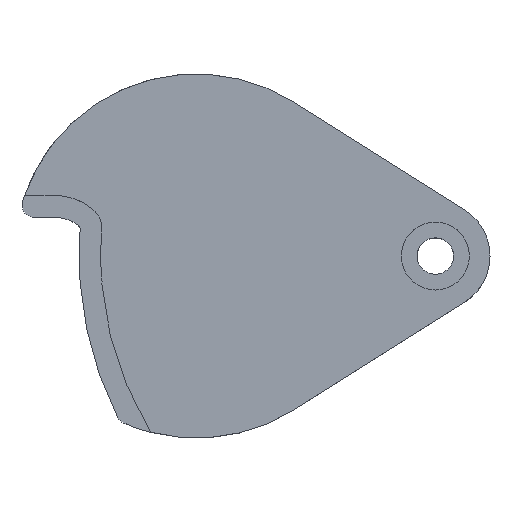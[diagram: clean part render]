
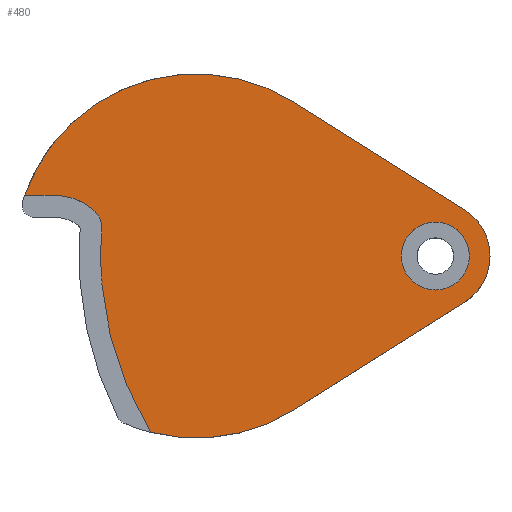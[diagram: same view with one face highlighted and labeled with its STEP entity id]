
A CAD part, top view. The second image highlights one B-rep face of the part: STEP entity #480.
In plain terms, the highlighted planar face has unit normal (0, 0, 1).
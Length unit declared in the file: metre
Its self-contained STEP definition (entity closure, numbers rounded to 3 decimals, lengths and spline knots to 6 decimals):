
#28=LINE('',#825,#56);
#30=LINE('',#829,#58);
#40=LINE('',#860,#68);
#56=VECTOR('',#668,1.);
#58=VECTOR('',#672,1.);
#68=VECTOR('',#712,1.);
#76=PLANE('',#558);
#196=ORIENTED_EDGE('',*,*,#277,.F.);
#197=ORIENTED_EDGE('',*,*,#267,.F.);
#198=ORIENTED_EDGE('',*,*,#270,.T.);
#199=ORIENTED_EDGE('',*,*,#272,.F.);
#200=ORIENTED_EDGE('',*,*,#273,.T.);
#201=ORIENTED_EDGE('',*,*,#256,.T.);
#202=ORIENTED_EDGE('',*,*,#258,.F.);
#203=ORIENTED_EDGE('',*,*,#235,.T.);
#204=ORIENTED_EDGE('',*,*,#260,.F.);
#205=ORIENTED_EDGE('',*,*,#263,.T.);
#206=ORIENTED_EDGE('',*,*,#275,.F.);
#207=ORIENTED_EDGE('',*,*,#276,.F.);
#235=EDGE_CURVE('',#303,#302,#346,.T.);
#256=EDGE_CURVE('',#316,#315,#356,.T.);
#258=EDGE_CURVE('',#303,#315,#28,.T.);
#260=EDGE_CURVE('',#317,#302,#30,.T.);
#263=EDGE_CURVE('',#317,#318,#357,.T.);
#267=EDGE_CURVE('',#319,#320,#358,.T.);
#270=EDGE_CURVE('',#319,#321,#359,.T.);
#272=EDGE_CURVE('',#322,#321,#360,.T.);
#273=EDGE_CURVE('',#322,#316,#361,.T.);
#275=EDGE_CURVE('',#323,#318,#40,.T.);
#276=EDGE_CURVE('',#320,#323,#362,.T.);
#277=EDGE_CURVE('',#324,#324,#363,.T.);
#302=VERTEX_POINT('',#780);
#303=VERTEX_POINT('',#782);
#315=VERTEX_POINT('',#820);
#316=VERTEX_POINT('',#822);
#317=VERTEX_POINT('',#828);
#318=VERTEX_POINT('',#833);
#319=VERTEX_POINT('',#843);
#320=VERTEX_POINT('',#845);
#321=VERTEX_POINT('',#849);
#322=VERTEX_POINT('',#853);
#323=VERTEX_POINT('',#859);
#324=VERTEX_POINT('',#865);
#346=CIRCLE('',#522,0.0045);
#356=CIRCLE('',#538,0.015);
#357=CIRCLE('',#542,0.015);
#358=CIRCLE('',#548,0.0022);
#359=CIRCLE('',#550,0.027566);
#360=CIRCLE('',#552,0.0022);
#361=CIRCLE('',#554,0.027566);
#362=CIRCLE('',#557,0.005);
#363=CIRCLE('',#559,0.0028);
#395=EDGE_LOOP('',(#196));
#396=EDGE_LOOP('',(#197,#198,#199,#200,#201,#202,#203,#204,#205,#206,#207));
#431=FACE_BOUND('',#395,.T.);
#432=FACE_BOUND('',#396,.T.);
#480=ADVANCED_FACE('',(#431,#432),#76,.T.);
#522=AXIS2_PLACEMENT_3D('',#781,#620,#621);
#538=AXIS2_PLACEMENT_3D('',#821,#663,#664);
#542=AXIS2_PLACEMENT_3D('',#834,#677,#678);
#548=AXIS2_PLACEMENT_3D('',#844,#692,#693);
#550=AXIS2_PLACEMENT_3D('',#850,#698,#699);
#552=AXIS2_PLACEMENT_3D('',#854,#703,#704);
#554=AXIS2_PLACEMENT_3D('',#856,#707,#708);
#557=AXIS2_PLACEMENT_3D('',#862,#715,#716);
#558=AXIS2_PLACEMENT_3D('',#863,#717,#718);
#559=AXIS2_PLACEMENT_3D('',#864,#719,#720);
#620=DIRECTION('',(0.,0.,1.));
#621=DIRECTION('',(1.,0.,0.));
#663=DIRECTION('',(0.,0.,1.));
#664=DIRECTION('',(1.,0.,0.));
#668=DIRECTION('',(-0.846,-0.533,0.));
#672=DIRECTION('',(0.846,-0.533,0.));
#677=DIRECTION('',(0.,0.,1.));
#678=DIRECTION('',(1.,0.,0.));
#692=DIRECTION('',(0.,0.,1.));
#693=DIRECTION('',(1.,0.,0.));
#698=DIRECTION('',(0.,0.,1.));
#699=DIRECTION('',(1.,0.,0.));
#703=DIRECTION('',(0.,0.,1.));
#704=DIRECTION('',(1.,0.,0.));
#707=DIRECTION('',(0.,0.,1.));
#708=DIRECTION('',(1.,0.,0.));
#712=DIRECTION('',(-1.,0.,0.));
#715=DIRECTION('',(0.,0.,1.));
#716=DIRECTION('',(1.,0.,0.));
#717=DIRECTION('',(0.,0.,1.));
#718=DIRECTION('',(1.,0.,0.));
#719=DIRECTION('',(0.,0.,1.));
#720=DIRECTION('',(1.,0.,0.));
#780=CARTESIAN_POINT('',(0.022098,0.003808,0.0102));
#781=CARTESIAN_POINT('',(0.0197,0.,0.0102));
#782=CARTESIAN_POINT('',(0.022098,-0.003808,0.0102));
#820=CARTESIAN_POINT('',(0.007995,-0.012692,0.0102));
#821=CARTESIAN_POINT('',(0.,0.,0.0102));
#822=CARTESIAN_POINT('',(-0.003726,-0.01453,0.0102));
#825=CARTESIAN_POINT('',(0.015047,-0.00825,0.0102));
#828=CARTESIAN_POINT('',(0.007995,0.012692,0.0102));
#829=CARTESIAN_POINT('',(0.015047,0.00825,0.0102));
#833=CARTESIAN_POINT('',(-0.014142,0.005,0.0102));
#834=CARTESIAN_POINT('',(0.,0.,0.0102));
#843=CARTESIAN_POINT('',(-0.007813,0.001721,0.0102));
#844=CARTESIAN_POINT('',(-0.009961,0.002195,0.0102));
#845=CARTESIAN_POINT('',(-0.008595,0.003919,0.0102));
#849=CARTESIAN_POINT('',(-0.007813,-0.001721,0.0102));
#850=CARTESIAN_POINT('',(0.0197,0.,0.0102));
#853=CARTESIAN_POINT('',(-0.007766,-0.002347,0.0102));
#854=CARTESIAN_POINT('',(-0.009961,-0.002195,0.0102));
#856=CARTESIAN_POINT('',(0.0197,0.,0.0102));
#859=CARTESIAN_POINT('',(-0.0117,0.005,0.0102));
#860=CARTESIAN_POINT('',(-0.012921,0.005,0.0102));
#862=CARTESIAN_POINT('',(-0.0117,0.,0.0102));
#863=CARTESIAN_POINT('',(0.016133,0.,0.0102));
#864=CARTESIAN_POINT('',(0.0197,0.,0.0102));
#865=CARTESIAN_POINT('',(0.0225,0.,0.0102));
